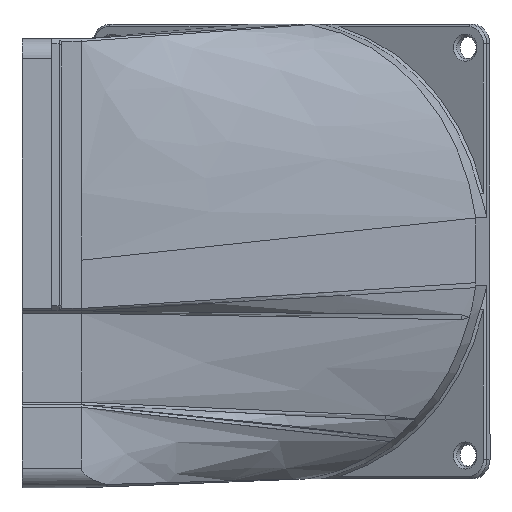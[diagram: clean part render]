
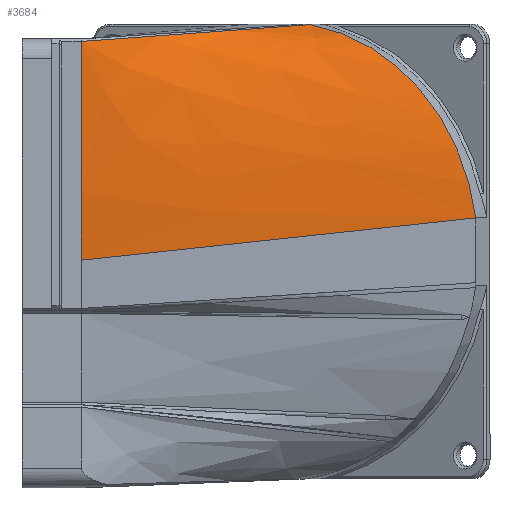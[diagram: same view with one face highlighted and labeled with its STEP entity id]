
A CAD part, left-side view. The second image highlights one B-rep face of the part: STEP entity #3684.
In plain terms, the highlighted free-form (B-spline) face has degree [3, 3] with [7, 4] control points.
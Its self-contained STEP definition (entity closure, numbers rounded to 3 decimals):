
#55=B_SPLINE_SURFACE_WITH_KNOTS('',3,3,((#7275,#7276,#7277,#7278),(#7279,
#7280,#7281,#7282),(#7283,#7284,#7285,#7286),(#7287,#7288,#7289,#7290),
(#7291,#7292,#7293,#7294),(#7295,#7296,#7297,#7298),(#7299,#7300,#7301,
#7302)),.UNSPECIFIED.,.F.,.F.,.F.,(4,1,1,1,4),(4,4),(0.,0.283,
0.424,0.707,0.989),(0.,1.),
 .UNSPECIFIED.);
#202=CIRCLE('',#3906,46.5);
#396=B_SPLINE_CURVE_WITH_KNOTS('',3,(#7268,#7269,#7270,#7271,#7272),
 .UNSPECIFIED.,.F.,.F.,(4,1,4),(-0.001,0.576,
1.008),.UNSPECIFIED.);
#605=FACE_OUTER_BOUND('',#832,.T.);
#832=EDGE_LOOP('',(#3163,#3164,#3165,#3166,#3167));
#1119=LINE('',#7304,#1384);
#1120=LINE('',#7306,#1385);
#1121=LINE('',#7307,#1386);
#1384=VECTOR('',#4712,10.);
#1385=VECTOR('',#4713,10.);
#1386=VECTOR('',#4714,80.27);
#1559=VERTEX_POINT('',#5358);
#1687=VERTEX_POINT('',#6981);
#1729=VERTEX_POINT('',#7263);
#1730=VERTEX_POINT('',#7303);
#1731=VERTEX_POINT('',#7305);
#2153=EDGE_CURVE('',#1559,#1687,#202,.T.);
#2239=EDGE_CURVE('',#1729,#1687,#396,.T.);
#2241=EDGE_CURVE('',#1729,#1730,#1119,.T.);
#2242=EDGE_CURVE('',#1730,#1731,#1120,.T.);
#2243=EDGE_CURVE('',#1731,#1559,#1121,.T.);
#3163=ORIENTED_EDGE('',*,*,#2239,.F.);
#3164=ORIENTED_EDGE('',*,*,#2241,.T.);
#3165=ORIENTED_EDGE('',*,*,#2242,.T.);
#3166=ORIENTED_EDGE('',*,*,#2243,.T.);
#3167=ORIENTED_EDGE('',*,*,#2153,.T.);
#3684=ADVANCED_FACE('',(#605),#55,.F.);
#3906=AXIS2_PLACEMENT_3D('',#6989,#4528,#4529);
#4528=DIRECTION('center_axis',(-0.866,0.5,0.));
#4529=DIRECTION('ref_axis',(0.,0.,
1.));
#4712=DIRECTION('',(0.,0.,-1.));
#4713=DIRECTION('',(0.,0.,-1.));
#4714=DIRECTION('',(-0.038,-0.994,0.107));
#5358=CARTESIAN_POINT('',(-23.723,-83.756,-34.699));
#6981=CARTESIAN_POINT('',(-4.44,-50.357,4.402));
#6989=CARTESIAN_POINT('Origin',(-0.723,-43.919,-41.5));
#7263=CARTESIAN_POINT('',(-20.7,-4.,0.999));
#7268=CARTESIAN_POINT('Ctrl Pts',(-20.7,-4.,0.999));
#7269=CARTESIAN_POINT('Ctrl Pts',(-17.605,-12.835,1.576));
#7270=CARTESIAN_POINT('Ctrl Pts',(-12.29,-28.328,2.669));
#7271=CARTESIAN_POINT('Ctrl Pts',(-6.812,-43.753,3.904));
#7272=CARTESIAN_POINT('Ctrl Pts',(-4.44,-50.357,4.402));
#7275=CARTESIAN_POINT('Ctrl Pts',(-20.7,-4.,-43.251));
#7276=CARTESIAN_POINT('Ctrl Pts',(-21.708,-30.585,-40.401));
#7277=CARTESIAN_POINT('Ctrl Pts',(-22.715,-57.171,-37.55));
#7278=CARTESIAN_POINT('Ctrl Pts',(-23.723,-83.756,-34.699));
#7279=CARTESIAN_POINT('Ctrl Pts',(-20.7,-4.,-39.035));
#7280=CARTESIAN_POINT('Ctrl Pts',(-21.572,-30.351,-35.744));
#7281=CARTESIAN_POINT('Ctrl Pts',(-22.442,-56.697,-32.455));
#7282=CARTESIAN_POINT('Ctrl Pts',(-23.314,-83.047,-29.164));
#7283=CARTESIAN_POINT('Ctrl Pts',(-20.7,-4.,-32.711));
#7284=CARTESIAN_POINT('Ctrl Pts',(-21.114,-29.556,-28.838));
#7285=CARTESIAN_POINT('Ctrl Pts',(-21.528,-55.114,-24.963));
#7286=CARTESIAN_POINT('Ctrl Pts',(-21.941,-80.67,-21.09));
#7287=CARTESIAN_POINT('Ctrl Pts',(-20.7,-4.,-22.171));
#7288=CARTESIAN_POINT('Ctrl Pts',(-19.796,-27.275,-17.94));
#7289=CARTESIAN_POINT('Ctrl Pts',(-18.892,-50.548,-13.711));
#7290=CARTESIAN_POINT('Ctrl Pts',(-17.988,-73.822,-9.48));
#7291=CARTESIAN_POINT('Ctrl Pts',(-20.7,-4.,-11.631));
#7292=CARTESIAN_POINT('Ctrl Pts',(-17.988,-24.142,-7.853));
#7293=CARTESIAN_POINT('Ctrl Pts',(-15.275,-44.283,-4.075));
#7294=CARTESIAN_POINT('Ctrl Pts',(-12.562,-64.425,-0.296));
#7295=CARTESIAN_POINT('Ctrl Pts',(-20.7,-4.,-3.199));
#7296=CARTESIAN_POINT('Ctrl Pts',(-16.2,-21.046,-0.963));
#7297=CARTESIAN_POINT('Ctrl Pts',(-11.702,-38.094,1.271));
#7298=CARTESIAN_POINT('Ctrl Pts',(-7.202,-55.141,3.507));
#7299=CARTESIAN_POINT('Ctrl Pts',(-20.7,-4.,1.017));
#7300=CARTESIAN_POINT('Ctrl Pts',(-15.28,-19.452,2.145));
#7301=CARTESIAN_POINT('Ctrl Pts',(-9.86,-34.905,3.274));
#7302=CARTESIAN_POINT('Ctrl Pts',(-4.44,-50.357,4.402));
#7303=CARTESIAN_POINT('',(-20.7,-4.,-29.577));
#7304=CARTESIAN_POINT('',(-20.7,-4.,1.5));
#7305=CARTESIAN_POINT('',(-20.7,-4.,-43.251));
#7306=CARTESIAN_POINT('',(-20.7,-4.,1.5));
#7307=CARTESIAN_POINT('',(-20.7,-4.,-43.251));
